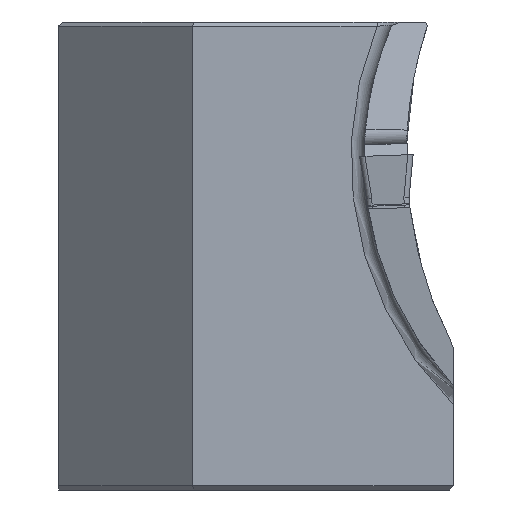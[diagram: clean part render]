
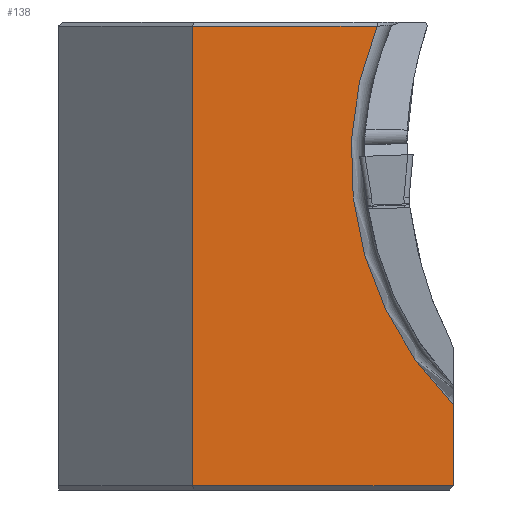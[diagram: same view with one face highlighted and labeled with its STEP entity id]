
A CAD part, left-side view. The second image highlights one B-rep face of the part: STEP entity #138.
In plain terms, the highlighted planar face has unit normal (-1, 0, 0).
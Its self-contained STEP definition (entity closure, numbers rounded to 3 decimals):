
#77=CIRCLE('',#1296,26.);
#138=ADVANCED_FACE('',(#252),#204,.F.);
#204=PLANE('',#1297);
#252=FACE_OUTER_BOUND('',#320,.T.);
#320=EDGE_LOOP('',(#466,#467,#468,#469,#470));
#466=ORIENTED_EDGE('',*,*,#898,.T.);
#467=ORIENTED_EDGE('',*,*,#916,.T.);
#468=ORIENTED_EDGE('',*,*,#917,.T.);
#469=ORIENTED_EDGE('',*,*,#918,.T.);
#470=ORIENTED_EDGE('',*,*,#919,.T.);
#776=VERTEX_POINT('',#1858);
#777=VERTEX_POINT('',#1860);
#790=VERTEX_POINT('',#1945);
#791=VERTEX_POINT('',#1947);
#792=VERTEX_POINT('',#1949);
#898=EDGE_CURVE('',#777,#776,#1066,.T.);
#916=EDGE_CURVE('',#776,#790,#77,.T.);
#917=EDGE_CURVE('',#790,#791,#1074,.T.);
#918=EDGE_CURVE('',#791,#792,#1075,.T.);
#919=EDGE_CURVE('',#792,#777,#1076,.T.);
#1066=LINE('',#1859,#1184);
#1074=LINE('',#1946,#1192);
#1075=LINE('',#1948,#1193);
#1076=LINE('',#1950,#1194);
#1184=VECTOR('',#1458,1.);
#1192=VECTOR('',#1488,1.);
#1193=VECTOR('',#1489,1.);
#1194=VECTOR('',#1490,1.);
#1296=AXIS2_PLACEMENT_3D('',#1944,#1486,#1487);
#1297=AXIS2_PLACEMENT_3D('',#1951,#1491,#1492);
#1458=DIRECTION('',(0.,0.,1.));
#1486=DIRECTION('',(1.,0.,0.));
#1487=DIRECTION('',(0.,0.,-1.));
#1488=DIRECTION('',(0.,1.,0.));
#1489=DIRECTION('',(0.,0.,-1.));
#1490=DIRECTION('',(0.,-1.,0.));
#1491=DIRECTION('',(1.,0.,0.));
#1492=DIRECTION('',(0.,0.,-1.));
#1858=CARTESIAN_POINT('',(23.,-54.5,-18.619));
#1859=CARTESIAN_POINT('',(23.,-54.5,-25.));
#1860=CARTESIAN_POINT('',(23.,-54.5,-24.7));
#1944=CARTESIAN_POINT('',(23.,-72.85,-0.2));
#1945=CARTESIAN_POINT('',(23.,-48.809,9.7));
#1946=CARTESIAN_POINT('',(23.,-72.85,9.7));
#1947=CARTESIAN_POINT('',(23.,-35.,9.7));
#1948=CARTESIAN_POINT('',(23.,-35.,10.));
#1949=CARTESIAN_POINT('',(23.,-35.,-24.7));
#1950=CARTESIAN_POINT('',(23.,-72.85,-24.7));
#1951=CARTESIAN_POINT('',(23.,-72.85,-0.2));
